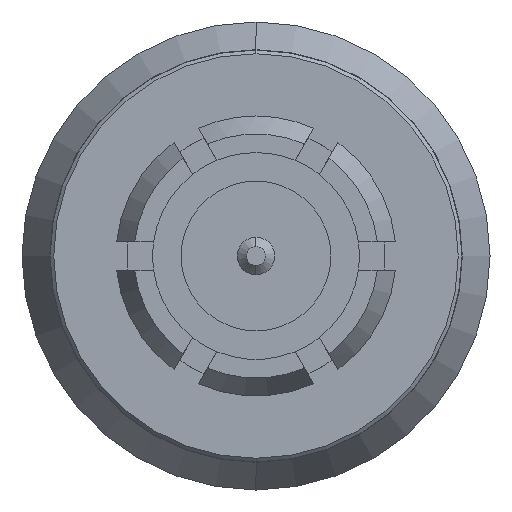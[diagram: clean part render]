
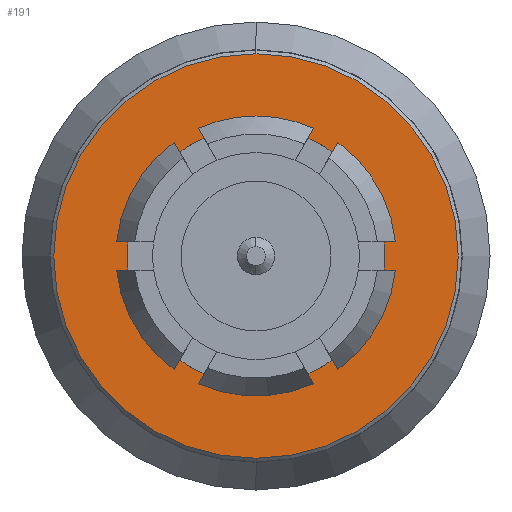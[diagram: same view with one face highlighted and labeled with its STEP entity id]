
A CAD part, left-side view. The second image highlights one B-rep face of the part: STEP entity #191.
In plain terms, the highlighted planar face has unit normal (-1, 0, 0).
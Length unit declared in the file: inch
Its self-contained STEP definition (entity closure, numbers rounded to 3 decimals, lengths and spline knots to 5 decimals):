
#55 = DIRECTION ( 'NONE',  ( -1., 0., 0. ) ) ;
#153 = CIRCLE ( 'NONE', #3482, 0.06885 ) ;
#171 = CIRCLE ( 'NONE', #651, 0.10804 ) ;
#191 = ADVANCED_FACE ( 'NONE', ( #810, #2722 ), #1921, .F. ) ;
#227 = DIRECTION ( 'NONE',  ( 0., 0., -1. ) ) ;
#298 = CARTESIAN_POINT ( 'NONE',  ( 0.16462, 0., 0. ) ) ;
#410 = DIRECTION ( 'NONE',  ( -1., 0., 0. ) ) ;
#429 = ORIENTED_EDGE ( 'NONE', *, *, #3396, .T. ) ;
#625 = AXIS2_PLACEMENT_3D ( 'NONE', #2161, #1630, #227 ) ;
#651 = AXIS2_PLACEMENT_3D ( 'NONE', #1756, #2908, #1478 ) ;
#783 = EDGE_LOOP ( 'NONE', ( #3130, #429 ) ) ;
#810 = FACE_OUTER_BOUND ( 'NONE', #783, .T. ) ;
#952 = CIRCLE ( 'NONE', #1485, 0.10804 ) ;
#973 = CARTESIAN_POINT ( 'NONE',  ( 0.16462, 0., 0. ) ) ;
#1019 = DIRECTION ( 'NONE',  ( 0., 0., -1. ) ) ;
#1478 = DIRECTION ( 'NONE',  ( 0., 0., -1. ) ) ;
#1485 = AXIS2_PLACEMENT_3D ( 'NONE', #3573, #3558, #1019 ) ;
#1498 = VERTEX_POINT ( 'NONE', #2193 ) ;
#1608 = CIRCLE ( 'NONE', #3666, 0.06885 ) ;
#1627 = EDGE_CURVE ( 'NONE', #3181, #2821, #153, .T. ) ;
#1630 = DIRECTION ( 'NONE',  ( 1., 0., 0. ) ) ;
#1677 = CARTESIAN_POINT ( 'NONE',  ( 0.16462, 0., 0.10804 ) ) ;
#1756 = CARTESIAN_POINT ( 'NONE',  ( 0.16462, 0., 0. ) ) ;
#1760 = DIRECTION ( 'NONE',  ( 0., 0., 1. ) ) ;
#1859 = ORIENTED_EDGE ( 'NONE', *, *, #1627, .F. ) ;
#1921 = PLANE ( 'NONE',  #625 ) ;
#2161 = CARTESIAN_POINT ( 'NONE',  ( 0.16462, 0.06885, 0. ) ) ;
#2193 = CARTESIAN_POINT ( 'NONE',  ( 0.16462, 0., -0.10804 ) ) ;
#2408 = EDGE_LOOP ( 'NONE', ( #2508, #1859 ) ) ;
#2508 = ORIENTED_EDGE ( 'NONE', *, *, #3423, .F. ) ;
#2722 = FACE_BOUND ( 'NONE', #2408, .T. ) ;
#2750 = CARTESIAN_POINT ( 'NONE',  ( 0.16462, 0., -0.06885 ) ) ;
#2763 = EDGE_CURVE ( 'NONE', #1498, #3563, #952, .T. ) ;
#2782 = CARTESIAN_POINT ( 'NONE',  ( 0.16462, 0., 0.06885 ) ) ;
#2821 = VERTEX_POINT ( 'NONE', #2782 ) ;
#2908 = DIRECTION ( 'NONE',  ( -1., 0., 0. ) ) ;
#2982 = DIRECTION ( 'NONE',  ( 0., 0., 1. ) ) ;
#3130 = ORIENTED_EDGE ( 'NONE', *, *, #2763, .T. ) ;
#3181 = VERTEX_POINT ( 'NONE', #2750 ) ;
#3396 = EDGE_CURVE ( 'NONE', #3563, #1498, #171, .T. ) ;
#3423 = EDGE_CURVE ( 'NONE', #2821, #3181, #1608, .T. ) ;
#3482 = AXIS2_PLACEMENT_3D ( 'NONE', #298, #55, #1760 ) ;
#3558 = DIRECTION ( 'NONE',  ( -1., 0., 0. ) ) ;
#3563 = VERTEX_POINT ( 'NONE', #1677 ) ;
#3573 = CARTESIAN_POINT ( 'NONE',  ( 0.16462, 0., 0. ) ) ;
#3666 = AXIS2_PLACEMENT_3D ( 'NONE', #973, #410, #2982 ) ;
